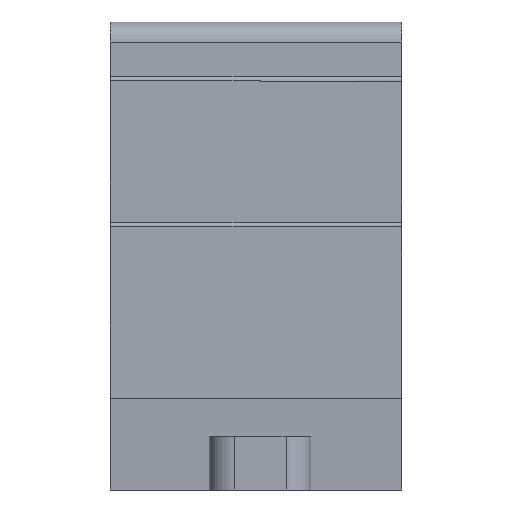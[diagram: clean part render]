
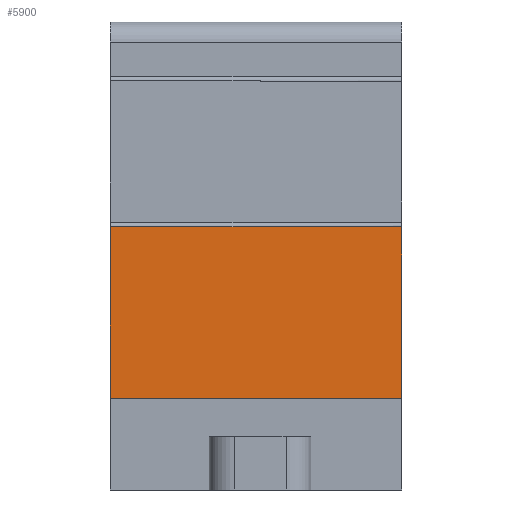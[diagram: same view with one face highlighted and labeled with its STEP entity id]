
A CAD part, front view. The second image highlights one B-rep face of the part: STEP entity #5900.
In plain terms, the highlighted planar face has unit normal (0, -1, 0).
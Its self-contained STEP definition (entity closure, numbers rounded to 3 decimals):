
#4673=CARTESIAN_POINT('',(18.0,-46.046,27.062));
#4674=VERTEX_POINT('',#4673);
#4675=CARTESIAN_POINT('',(18.0,-46.046,27.109));
#4676=VERTEX_POINT('',#4675);
#4677=CARTESIAN_POINT('',(18.0,-46.046,27.062));
#4678=DIRECTION('',(0.0,0.0,1.0));
#4679=VECTOR('',#4678,0.047);
#4680=LINE('',#4677,#4679);
#4681=EDGE_CURVE('',#4674,#4676,#4680,.T.);
#4790=CARTESIAN_POINT('',(35.0,-46.046,27.062));
#4791=VERTEX_POINT('',#4790);
#4799=CARTESIAN_POINT('',(35.0,-46.046,6.48));
#4800=VERTEX_POINT('',#4799);
#4801=CARTESIAN_POINT('',(35.0,-46.046,6.48));
#4802=DIRECTION('',(0.0,0.0,1.0));
#4803=VECTOR('',#4802,20.583);
#4804=LINE('',#4801,#4803);
#4805=EDGE_CURVE('',#4800,#4791,#4804,.T.);
#5292=CARTESIAN_POINT('',(0.0,-46.046,6.48));
#5293=VERTEX_POINT('',#5292);
#5309=CARTESIAN_POINT('',(0.0,-46.046,6.48));
#5310=DIRECTION('',(1.0,0.0,0.0));
#5311=VECTOR('',#5310,35.0);
#5312=LINE('',#5309,#5311);
#5313=EDGE_CURVE('',#5293,#4800,#5312,.T.);
#5853=CARTESIAN_POINT('',(0.0,-46.046,27.109));
#5854=VERTEX_POINT('',#5853);
#5862=CARTESIAN_POINT('',(18.0,-46.046,27.109));
#5863=DIRECTION('',(-1.0,0.0,0.0));
#5864=VECTOR('',#5863,18.0);
#5865=LINE('',#5862,#5864);
#5866=EDGE_CURVE('',#4676,#5854,#5865,.T.);
#5869=CARTESIAN_POINT('',(18.0,-46.046,27.062));
#5870=DIRECTION('',(1.0,0.0,0.0));
#5871=VECTOR('',#5870,17.0);
#5872=LINE('',#5869,#5871);
#5873=EDGE_CURVE('',#4674,#4791,#5872,.T.);
#5882=CARTESIAN_POINT('',(18.0,-46.046,27.109));
#5883=DIRECTION('',(0.0,-1.0,0.0));
#5884=DIRECTION('',(1.0,0.0,0.0));
#5885=AXIS2_PLACEMENT_3D('',#5882,#5883,#5884);
#5886=PLANE('',#5885);
#5887=CARTESIAN_POINT('',(0.,-46.046,27.109));
#5888=DIRECTION('',(0.0,0.0,-1.0));
#5889=VECTOR('',#5888,20.629);
#5890=LINE('',#5887,#5889);
#5891=EDGE_CURVE('',#5854,#5293,#5890,.T.);
#5892=ORIENTED_EDGE('',*,*,#5891,.T.);
#5893=ORIENTED_EDGE('',*,*,#5313,.T.);
#5894=ORIENTED_EDGE('',*,*,#4805,.T.);
#5895=ORIENTED_EDGE('',*,*,#5873,.F.);
#5896=ORIENTED_EDGE('',*,*,#4681,.T.);
#5897=ORIENTED_EDGE('',*,*,#5866,.T.);
#5898=EDGE_LOOP('',(#5892,#5893,#5894,#5895,#5896,#5897));
#5899=FACE_OUTER_BOUND('',#5898,.T.);
#5900=ADVANCED_FACE('',(#5899),#5886,.T.);
